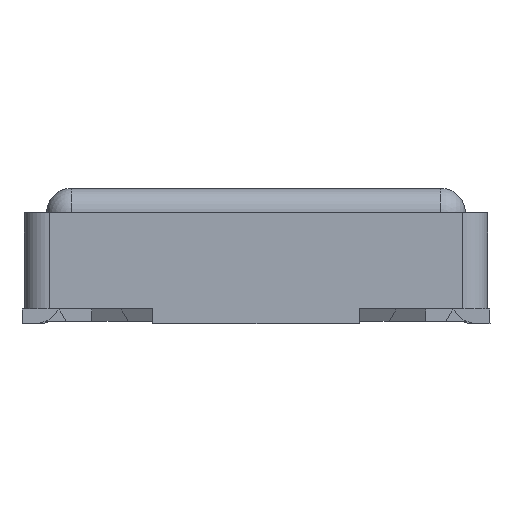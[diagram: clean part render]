
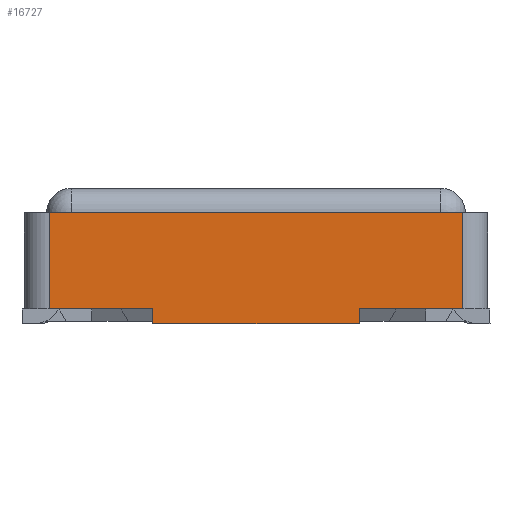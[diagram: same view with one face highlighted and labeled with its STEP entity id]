
A CAD part, left-side view. The second image highlights one B-rep face of the part: STEP entity #16727.
In plain terms, the highlighted planar face has unit normal (-1, 0, 0).
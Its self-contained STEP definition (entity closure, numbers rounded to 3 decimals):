
#2156=DIRECTION('',(0.,0.,-1.));
#2157=VECTOR('',#2156,0.39);
#2158=CARTESIAN_POINT('',(-4.625,0.84,0.44));
#2159=LINE('',#2158,#2157);
#2187=DIRECTION('',(0.,1.,0.));
#2188=VECTOR('',#2187,1.68);
#2189=CARTESIAN_POINT('',(-4.625,-0.84,0.44));
#2190=LINE('',#2189,#2188);
#2853=DIRECTION('',(0.,0.,1.));
#2854=VECTOR('',#2853,0.39);
#2855=CARTESIAN_POINT('',(-4.625,-0.84,0.05));
#2856=LINE('',#2855,#2854);
#2869=DIRECTION('',(0.,1.,0.));
#2870=VECTOR('',#2869,0.42);
#2871=CARTESIAN_POINT('',(-4.625,-0.84,0.05));
#2872=LINE('',#2871,#2870);
#2873=DIRECTION('',(0.,1.,0.));
#2874=VECTOR('',#2873,0.84);
#2875=CARTESIAN_POINT('',(-4.625,-0.42,
-0.01));
#2876=LINE('',#2875,#2874);
#2877=DIRECTION('',(0.,0.,1.));
#2878=VECTOR('',#2877,0.06);
#2879=CARTESIAN_POINT('',(-4.625,0.42,
-0.01));
#2880=LINE('',#2879,#2878);
#2881=DIRECTION('',(0.,1.,0.));
#2882=VECTOR('',#2881,0.42);
#2883=CARTESIAN_POINT('',(-4.625,0.42,0.05));
#2884=LINE('',#2883,#2882);
#2968=DIRECTION('',(0.,0.,1.));
#2969=VECTOR('',#2968,0.06);
#2970=CARTESIAN_POINT('',(-4.625,-0.42,
-0.01));
#2971=LINE('',#2970,#2969);
#10543=CARTESIAN_POINT('',(-4.625,-0.84,0.05));
#10544=CARTESIAN_POINT('',(-4.625,-0.84,0.44));
#10545=VERTEX_POINT('',#10543);
#10546=VERTEX_POINT('',#10544);
#10551=CARTESIAN_POINT('',(-4.625,0.84,0.44));
#10552=CARTESIAN_POINT('',(-4.625,0.84,0.05));
#10553=VERTEX_POINT('',#10551);
#10554=VERTEX_POINT('',#10552);
#10555=CARTESIAN_POINT('',(-4.625,-0.42,0.05));
#10556=VERTEX_POINT('',#10555);
#10557=CARTESIAN_POINT('',(-4.625,-0.42,
-0.01));
#10558=VERTEX_POINT('',#10557);
#10559=CARTESIAN_POINT('',(-4.625,0.42,
-0.01));
#10560=VERTEX_POINT('',#10559);
#10561=CARTESIAN_POINT('',(-4.625,0.42,0.05));
#10562=VERTEX_POINT('',#10561);
#16707=CARTESIAN_POINT('',(-4.625,0.94,0.));
#16708=DIRECTION('',(-1.,0.,0.));
#16709=DIRECTION('',(0.,-1.,0.));
#16710=AXIS2_PLACEMENT_3D('',#16707,#16708,#16709);
#16711=PLANE('',#16710);
#16712=ORIENTED_EDGE('',*,*,#15814,.F.);
#16713=ORIENTED_EDGE('',*,*,#15847,.F.);
#16714=ORIENTED_EDGE('',*,*,#16695,.F.);
#16716=ORIENTED_EDGE('',*,*,#16715,.T.);
#16718=ORIENTED_EDGE('',*,*,#16717,.F.);
#16720=ORIENTED_EDGE('',*,*,#16719,.T.);
#16722=ORIENTED_EDGE('',*,*,#16721,.T.);
#16724=ORIENTED_EDGE('',*,*,#16723,.T.);
#16725=EDGE_LOOP('',(#16712,#16713,#16714,#16716,#16718,#16720,#16722,#16724));
#16726=FACE_OUTER_BOUND('',#16725,.F.);
#16727=ADVANCED_FACE('',(#16726),#16711,.T.);
#15814=EDGE_CURVE('',#10553,#10554,#2159,.T.);
#15847=EDGE_CURVE('',#10546,#10553,#2190,.T.);
#16695=EDGE_CURVE('',#10545,#10546,#2856,.T.);
#16715=EDGE_CURVE('',#10545,#10556,#2872,.T.);
#16717=EDGE_CURVE('',#10558,#10556,#2971,.T.);
#16719=EDGE_CURVE('',#10558,#10560,#2876,.T.);
#16721=EDGE_CURVE('',#10560,#10562,#2880,.T.);
#16723=EDGE_CURVE('',#10562,#10554,#2884,.T.);
